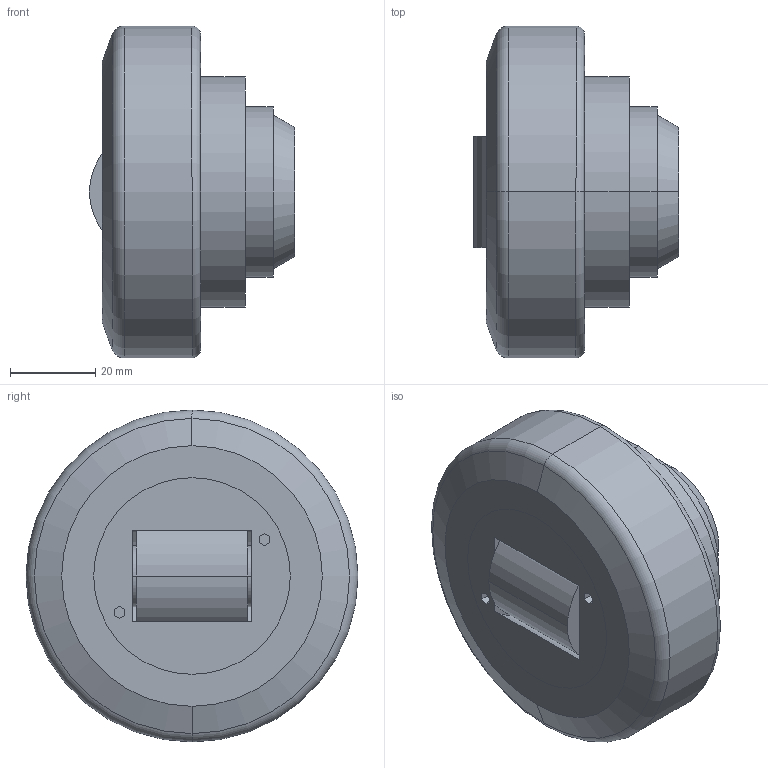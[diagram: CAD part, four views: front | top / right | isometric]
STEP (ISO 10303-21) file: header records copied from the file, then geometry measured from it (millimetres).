
FILE_DESCRIPTION (( 'STEP AP214' ), '1' );
FILE_NAME ('CRT_97F16F359D.step', '2022-06-01T16:53:50', ( '' ), ( '' ), 'SwSTEP 2.0', 'SolidWorks 2019', '' );
FILE_SCHEMA (( 'AUTOMOTIVE_DESIGN' ));
Length unit declared in the file: inch
Products named in the file (3): Y2DAdTIC1F_CADModel_0; CRT_97F16F359D
Assembly tree (1 placements, depth 2):
  CRT_97F16F359D
    Y2DAdTIC1F_CADModel_0
  Y2DAdTIC1F_CADModel_0
Bounding box: 48 x 77.7 x 77.7 mm (x, y, z)
Volume: 144087 mm3; surface area: 34492.9 mm2
Topology: 4 solids, 4 shells, 59 faces, 127 edges, 81 vertices
Faces by surface type: plane 25, cylinder 24, cone 6, torus 4
Entity records: 2830 total; most frequent: CARTESIAN_POINT 622, DIRECTION 295, ORIENTED_EDGE 250, EDGE_CURVE 125, AXIS2_PLACEMENT_3D 114, VERTEX_POINT 81, EDGE_LOOP 72, LINE 67
